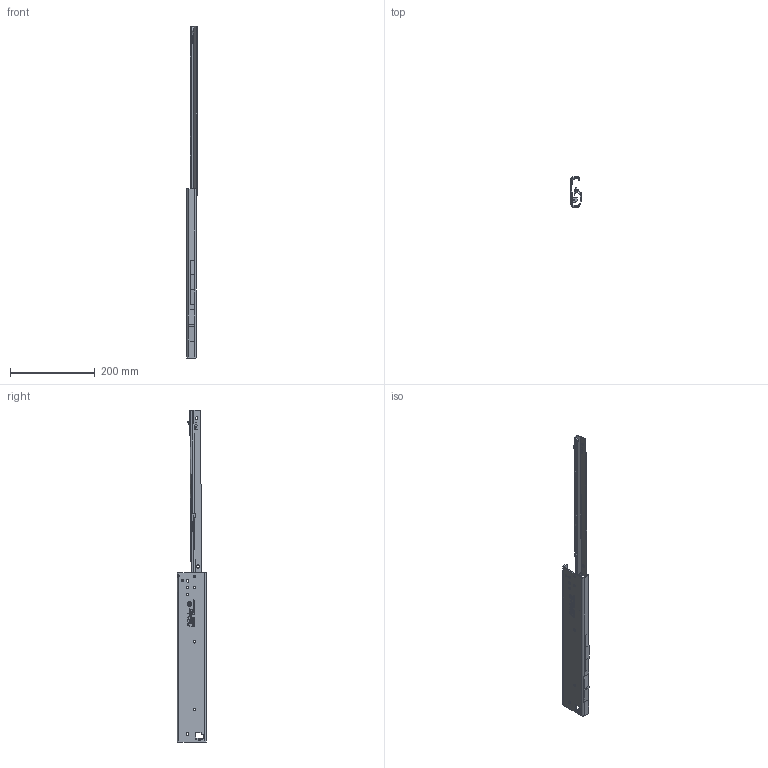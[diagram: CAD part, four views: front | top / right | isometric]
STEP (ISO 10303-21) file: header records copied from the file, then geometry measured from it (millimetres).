
FILE_DESCRIPTION (( 'STEP AP214' ), '1' );
FILE_NAME ('FR_7101_SCC.0400mm_16inch_open_left.STEP', '2022-11-18T06:09:55', ( '' ), ( '' ), 'SwSTEP 2.0', 'SolidWorks 2020', '' );
FILE_SCHEMA (( 'AUTOMOTIVE_DESIGN' ));
Length unit declared in the file: millimetre
Products named in the file (6): PG-018; CS# 7100.XXX-01.0000_NL 400; CS# 7101.XXX-03.S153_NL 400; FR_7101_SCC.0400mm_16inch_open_left
Assembly tree (6 placements, depth 3):
  FR_7101_SCC.0400mm_16inch_open_left
    CS# 7100.XXX-01.0000_NL 400
      CS# 7100.XXX-01.0000_NL 400
      PG-018  x2
    CS# 7101.XXX-03.S153_NL 400
      CS# 7101.XXX-03.S153_NL 400
Bounding box: 24 x 70.8 x 784.97 mm (x, y, z)
Volume: 138143.5 mm3; surface area: 123795.8 mm2
Topology: 4 solids, 4 shells, 937 faces, 2476 edges, 1589 vertices
Faces by surface type: plane 524, bspline 169, cylinder 147, cone 79, torus 16, sphere 2
Entity records: 47525 total; most frequent: CARTESIAN_POINT 19807, ORIENTED_EDGE 4844, DIRECTION 3802, EDGE_CURVE 2422, VERTEX_POINT 1561, LINE 1482, VECTOR 1482, AXIS2_PLACEMENT_3D 1160
